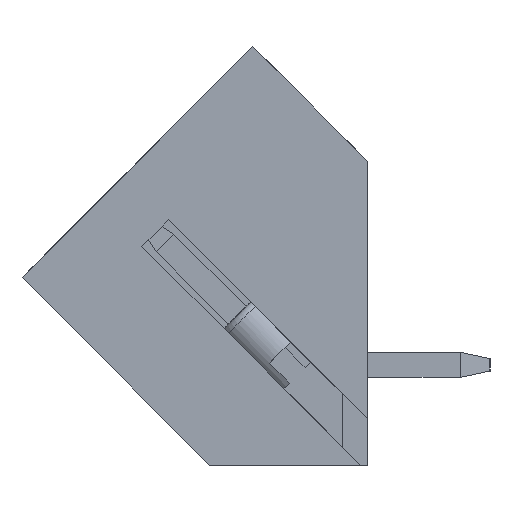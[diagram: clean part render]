
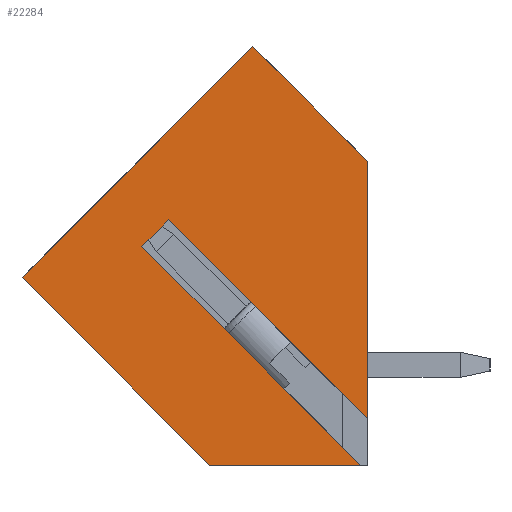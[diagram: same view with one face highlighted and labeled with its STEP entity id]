
A CAD part, left-side view. The second image highlights one B-rep face of the part: STEP entity #22284.
In plain terms, the highlighted planar face has unit normal (-1, 0, 0).
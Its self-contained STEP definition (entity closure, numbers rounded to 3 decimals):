
#1087 = DIRECTION ( 'NONE',  ( 0., -0.707, 0.707 ) ) ;
#1389 = VERTEX_POINT ( 'NONE', #42640 ) ;
#1556 = FACE_OUTER_BOUND ( 'NONE', #9784, .T. ) ;
#1638 = CARTESIAN_POINT ( 'NONE',  ( 0., 0.219, 0. ) ) ;
#2361 = LINE ( 'NONE', #9267, #46177 ) ;
#2949 = LINE ( 'NONE', #17501, #31957 ) ;
#3481 = LINE ( 'NONE', #33782, #4837 ) ;
#3961 = VERTEX_POINT ( 'NONE', #12859 ) ;
#4430 = ORIENTED_EDGE ( 'NONE', *, *, #30367, .T. ) ;
#4611 = DIRECTION ( 'NONE',  ( 0., 0., -1. ) ) ;
#4837 = VECTOR ( 'NONE', #7070, 1000. ) ;
#6173 = DIRECTION ( 'NONE',  ( 0., -0.707, -0.707 ) ) ;
#6657 = ORIENTED_EDGE ( 'NONE', *, *, #40777, .T. ) ;
#7070 = DIRECTION ( 'NONE',  ( 0., 0.707, -0.707 ) ) ;
#7326 = CARTESIAN_POINT ( 'NONE',  ( 0., 6.337, 7.815 ) ) ;
#7506 = EDGE_CURVE ( 'NONE', #8867, #1389, #2361, .T. ) ;
#7582 = DIRECTION ( 'NONE',  ( 0., -1., 0. ) ) ;
#7800 = DIRECTION ( 'NONE',  ( 0., 0.707, 0.707 ) ) ;
#7827 = CARTESIAN_POINT ( 'NONE',  ( 0., 0., 1.478 ) ) ;
#8867 = VERTEX_POINT ( 'NONE', #1638 ) ;
#9267 = CARTESIAN_POINT ( 'NONE',  ( 0., -1.84, -2.06 ) ) ;
#9409 = CARTESIAN_POINT ( 'NONE',  ( 0., 11., 5.98 ) ) ;
#9784 = EDGE_LOOP ( 'NONE', ( #45388, #34175, #6657, #45422, #34552, #4430, #24400, #36752 ) ) ;
#11406 = LINE ( 'NONE', #44832, #45254 ) ;
#12216 = VERTEX_POINT ( 'NONE', #21680 ) ;
#12859 = CARTESIAN_POINT ( 'NONE',  ( 0., 0., 9.68 ) ) ;
#13712 = EDGE_CURVE ( 'NONE', #37564, #27117, #11406, .T. ) ;
#13991 = EDGE_CURVE ( 'NONE', #44275, #36084, #39396, .T. ) ;
#16603 = AXIS2_PLACEMENT_3D ( 'NONE', #23076, #26444, #4611 ) ;
#17501 = CARTESIAN_POINT ( 'NONE',  ( 0., 0., 9.68 ) ) ;
#18449 = CARTESIAN_POINT ( 'NONE',  ( 0., 0., 13.33 ) ) ;
#18749 = EDGE_CURVE ( 'NONE', #36084, #8867, #29168, .T. ) ;
#18996 = PLANE ( 'NONE',  #16603 ) ;
#21680 = CARTESIAN_POINT ( 'NONE',  ( 0., 3.65, 13.33 ) ) ;
#21746 = VECTOR ( 'NONE', #1087, 1000. ) ;
#22284 = ADVANCED_FACE ( 'NONE', ( #1556 ), #18996, .F. ) ;
#23076 = CARTESIAN_POINT ( 'NONE',  ( 0., 11., 13.33 ) ) ;
#24400 = ORIENTED_EDGE ( 'NONE', *, *, #47280, .T. ) ;
#24964 = DIRECTION ( 'NONE',  ( 0., 0.707, 0.707 ) ) ;
#25817 = CARTESIAN_POINT ( 'NONE',  ( 0., 5.02, 0. ) ) ;
#26444 = DIRECTION ( 'NONE',  ( 1., 0., 0. ) ) ;
#27117 = VERTEX_POINT ( 'NONE', #7326 ) ;
#29168 = LINE ( 'NONE', #29389, #39307 ) ;
#29389 = CARTESIAN_POINT ( 'NONE',  ( 0., 11., 0. ) ) ;
#30367 = EDGE_CURVE ( 'NONE', #3961, #12216, #2949, .T. ) ;
#31957 = VECTOR ( 'NONE', #24964, 1000. ) ;
#32248 = CARTESIAN_POINT ( 'NONE',  ( 0., 11., 5.98 ) ) ;
#33084 = DIRECTION ( 'NONE',  ( 0., 0., 1. ) ) ;
#33782 = CARTESIAN_POINT ( 'NONE',  ( 0., 3.65, 13.33 ) ) ;
#34175 = ORIENTED_EDGE ( 'NONE', *, *, #7506, .T. ) ;
#34552 = ORIENTED_EDGE ( 'NONE', *, *, #41044, .T. ) ;
#34554 = CARTESIAN_POINT ( 'NONE',  ( 0., 7.186, 6.966 ) ) ;
#35368 = DIRECTION ( 'NONE',  ( 0., 0.707, 0.707 ) ) ;
#36084 = VERTEX_POINT ( 'NONE', #25817 ) ;
#36752 = ORIENTED_EDGE ( 'NONE', *, *, #13991, .T. ) ;
#37564 = VERTEX_POINT ( 'NONE', #7827 ) ;
#37644 = LINE ( 'NONE', #34554, #21746 ) ;
#38561 = VECTOR ( 'NONE', #33084, 1000. ) ;
#39307 = VECTOR ( 'NONE', #7582, 1000. ) ;
#39396 = LINE ( 'NONE', #32248, #43008 ) ;
#40777 = EDGE_CURVE ( 'NONE', #1389, #27117, #37644, .T. ) ;
#41044 = EDGE_CURVE ( 'NONE', #37564, #3961, #46918, .T. ) ;
#42640 = CARTESIAN_POINT ( 'NONE',  ( 0., 7.186, 6.966 ) ) ;
#43008 = VECTOR ( 'NONE', #6173, 1000. ) ;
#44275 = VERTEX_POINT ( 'NONE', #9409 ) ;
#44832 = CARTESIAN_POINT ( 'NONE',  ( 0., -2.689, -1.211 ) ) ;
#45254 = VECTOR ( 'NONE', #7800, 1000. ) ;
#45388 = ORIENTED_EDGE ( 'NONE', *, *, #18749, .T. ) ;
#45422 = ORIENTED_EDGE ( 'NONE', *, *, #13712, .F. ) ;
#46177 = VECTOR ( 'NONE', #35368, 1000. ) ;
#46918 = LINE ( 'NONE', #18449, #38561 ) ;
#47280 = EDGE_CURVE ( 'NONE', #12216, #44275, #3481, .T. ) ;
